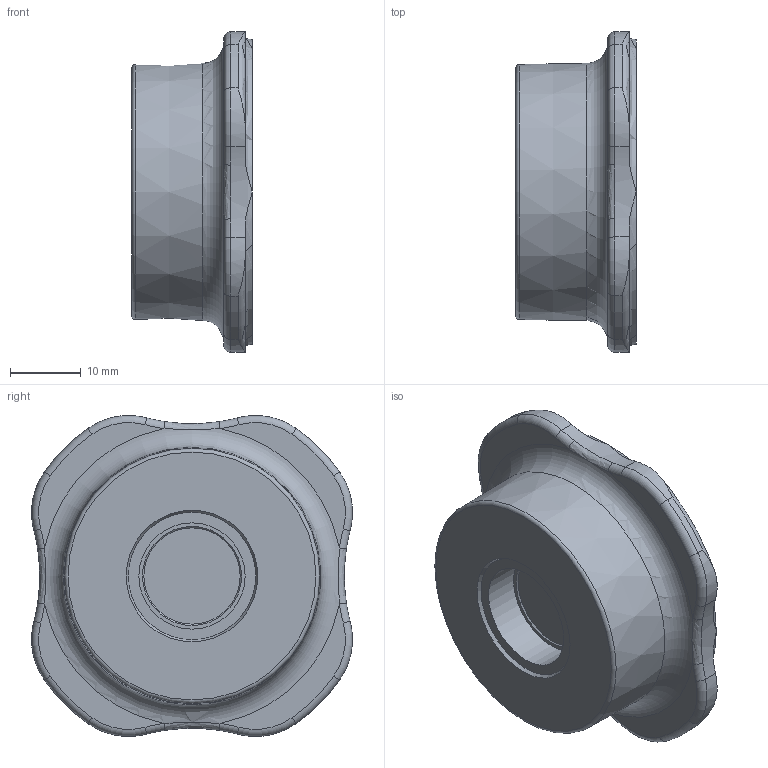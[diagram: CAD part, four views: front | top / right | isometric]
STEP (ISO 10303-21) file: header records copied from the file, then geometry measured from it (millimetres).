
FILE_DESCRIPTION((''),'2;1');
FILE_NAME('98200101.stp','2011-06-30T12:34:10',('frese'),(''),'Autodesk Inventor 2011','Autodesk Inventor 2011','');
FILE_SCHEMA(('AUTOMOTIVE_DESIGN { 1 0 10303 214 1 1 1 1 }'));
Length unit declared in the file: millimetre
Products named in the file (1): 98200101
Bounding box: 17 x 45.31 x 45.31 mm (x, y, z)
Volume: 13304.2 mm3; surface area: 8162.9 mm2
Topology: 1 solids, 4 shells, 147 faces, 370 edges, 235 vertices
Faces by surface type: plane 62, cylinder 39, torus 31, cone 11, bspline 4
Full cylindrical faces by diameter (mm): 2.459 x3, 2.9 x3, 3.3 x3, 5 x3, 15 x1, 19.2 x1, 28 x2, 32.3 x1
Entity records: 4356 total; most frequent: CARTESIAN_POINT 940, DIRECTION 762, ORIENTED_EDGE 640, AXIS2_PLACEMENT_3D 322, EDGE_CURVE 320, VERTEX_POINT 216, EDGE_LOOP 194, CIRCLE 178
